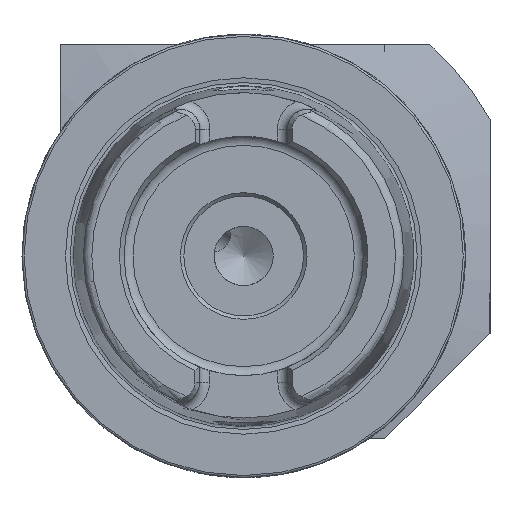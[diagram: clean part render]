
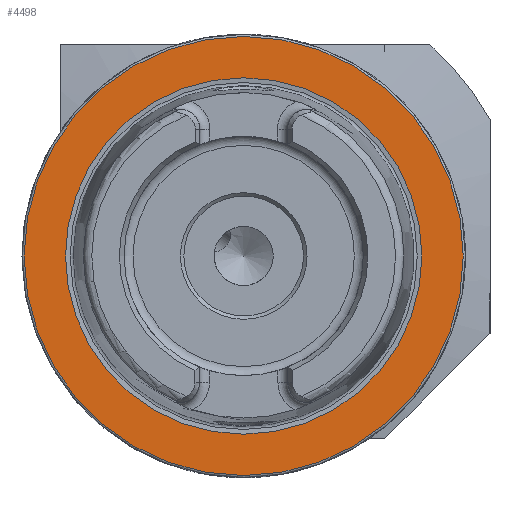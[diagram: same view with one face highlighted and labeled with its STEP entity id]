
A CAD part, left-side view. The second image highlights one B-rep face of the part: STEP entity #4498.
In plain terms, the highlighted planar face has unit normal (-1, 0, 0).
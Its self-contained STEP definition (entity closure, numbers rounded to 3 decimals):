
#510 = DIRECTION ( 'NONE',  ( 0., 0., 1. ) ) ;
#577 = CARTESIAN_POINT ( 'NONE',  ( 0., 0., 0. ) ) ;
#754 = AXIS2_PLACEMENT_3D ( 'NONE', #4063, #3094, #4509 ) ;
#1014 = DIRECTION ( 'NONE',  ( -1., 0., 0. ) ) ;
#1178 = FACE_BOUND ( 'NONE', #2646, .T. ) ;
#1183 = AXIS2_PLACEMENT_3D ( 'NONE', #577, #1014, #510 ) ;
#1900 = ORIENTED_EDGE ( 'NONE', *, *, #4742, .F. ) ;
#1962 = ORIENTED_EDGE ( 'NONE', *, *, #5101, .T. ) ;
#2184 = VERTEX_POINT ( 'NONE', #3997 ) ;
#2464 = AXIS2_PLACEMENT_3D ( 'NONE', #5990, #4971, #2498 ) ;
#2498 = DIRECTION ( 'NONE',  ( 0., 0., -1. ) ) ;
#2646 = EDGE_LOOP ( 'NONE', ( #1900 ) ) ;
#3094 = DIRECTION ( 'NONE',  ( -1., 0., 0. ) ) ;
#3257 = VERTEX_POINT ( 'NONE', #4020 ) ;
#3367 = CIRCLE ( 'NONE', #754, 25.324 ) ;
#3403 = EDGE_LOOP ( 'NONE', ( #1962 ) ) ;
#3549 = FACE_OUTER_BOUND ( 'NONE', #3403, .T. ) ;
#3997 = CARTESIAN_POINT ( 'NONE',  ( 0., 0., 31.2 ) ) ;
#4020 = CARTESIAN_POINT ( 'NONE',  ( 0., 0., 25.324 ) ) ;
#4063 = CARTESIAN_POINT ( 'NONE',  ( 0., 0., 0. ) ) ;
#4424 = PLANE ( 'NONE',  #2464 ) ;
#4498 = ADVANCED_FACE ( 'NONE', ( #1178, #3549 ), #4424, .F. ) ;
#4509 = DIRECTION ( 'NONE',  ( 0., 0., 1. ) ) ;
#4742 = EDGE_CURVE ( 'NONE', #3257, #3257, #3367, .T. ) ;
#4971 = DIRECTION ( 'NONE',  ( 1., 0., 0. ) ) ;
#5101 = EDGE_CURVE ( 'NONE', #2184, #2184, #6049, .T. ) ;
#5990 = CARTESIAN_POINT ( 'NONE',  ( 0., 31.2, 0. ) ) ;
#6049 = CIRCLE ( 'NONE', #1183, 31.2 ) ;
